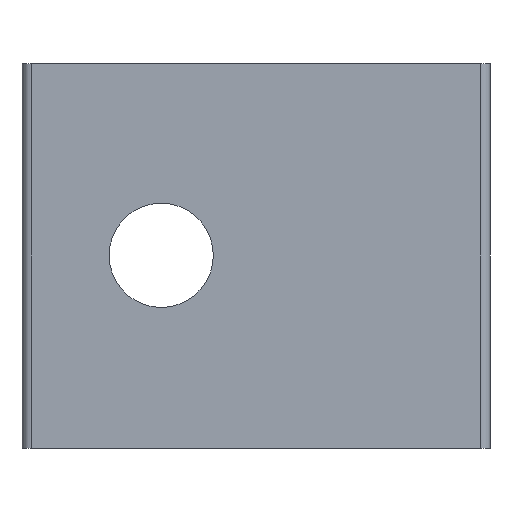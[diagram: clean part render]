
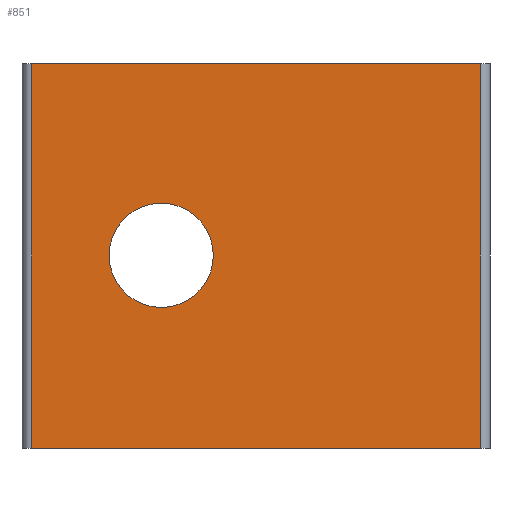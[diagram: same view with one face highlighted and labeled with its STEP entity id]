
A CAD part, front view. The second image highlights one B-rep face of the part: STEP entity #851.
In plain terms, the highlighted planar face has unit normal (0, -1, 0).
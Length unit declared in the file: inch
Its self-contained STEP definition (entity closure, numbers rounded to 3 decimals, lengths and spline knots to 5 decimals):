
#86=LINE('',#1607,#131);
#88=LINE('',#1618,#133);
#92=LINE('',#1629,#137);
#93=LINE('',#1632,#138);
#131=VECTOR('',#1128,0.3937);
#133=VECTOR('',#1142,0.3937);
#137=VECTOR('',#1154,0.3937);
#138=VECTOR('',#1159,0.3937);
#162=PLANE('',#970);
#207=FACE_BOUND('',#318,.T.);
#244=FACE_OUTER_BOUND('',#317,.T.);
#317=EDGE_LOOP('',(#702,#703,#704,#705));
#318=EDGE_LOOP('',(#706));
#341=CIRCLE('',#908,0.1635);
#378=VERTEX_POINT('',#1238);
#422=VERTEX_POINT('',#1604);
#423=VERTEX_POINT('',#1606);
#426=VERTEX_POINT('',#1616);
#429=VERTEX_POINT('',#1628);
#457=EDGE_CURVE('',#378,#378,#341,.T.);
#517=EDGE_CURVE('',#423,#422,#86,.T.);
#523=EDGE_CURVE('',#426,#422,#88,.T.);
#528=EDGE_CURVE('',#423,#429,#92,.T.);
#530=EDGE_CURVE('',#426,#429,#93,.T.);
#702=ORIENTED_EDGE('',*,*,#523,.F.);
#703=ORIENTED_EDGE('',*,*,#530,.T.);
#704=ORIENTED_EDGE('',*,*,#528,.F.);
#705=ORIENTED_EDGE('',*,*,#517,.T.);
#706=ORIENTED_EDGE('',*,*,#457,.T.);
#851=ADVANCED_FACE('',(#244,#207),#162,.T.);
#908=AXIS2_PLACEMENT_3D('',#1239,#1006,#1007);
#970=AXIS2_PLACEMENT_3D('',#1631,#1157,#1158);
#1006=DIRECTION('center_axis',(0.,1.,0.));
#1007=DIRECTION('ref_axis',(-1.,0.,0.));
#1128=DIRECTION('',(1.,0.,0.));
#1142=DIRECTION('',(0.,0.,-1.));
#1154=DIRECTION('',(0.,0.,1.));
#1157=DIRECTION('center_axis',(0.,-1.,0.));
#1158=DIRECTION('ref_axis',(0.,0.,-1.));
#1159=DIRECTION('',(-1.,0.,0.));
#1238=CARTESIAN_POINT('',(-0.134,0.,-0.602));
#1239=CARTESIAN_POINT('Origin',(-0.2975,0.,-0.602));
#1604=CARTESIAN_POINT('',(0.7035,0.,-1.208));
#1606=CARTESIAN_POINT('',(-0.7035,0.,-1.208));
#1607=CARTESIAN_POINT('',(0.7345,0.,-1.208));
#1616=CARTESIAN_POINT('',(0.7035,0.,0.));
#1618=CARTESIAN_POINT('',(0.7035,0.,0.));
#1628=CARTESIAN_POINT('',(-0.7035,0.,0.));
#1629=CARTESIAN_POINT('',(-0.7035,0.,0.));
#1631=CARTESIAN_POINT('Origin',(-0.7345,0.,0.));
#1632=CARTESIAN_POINT('',(0.7345,0.,0.));
